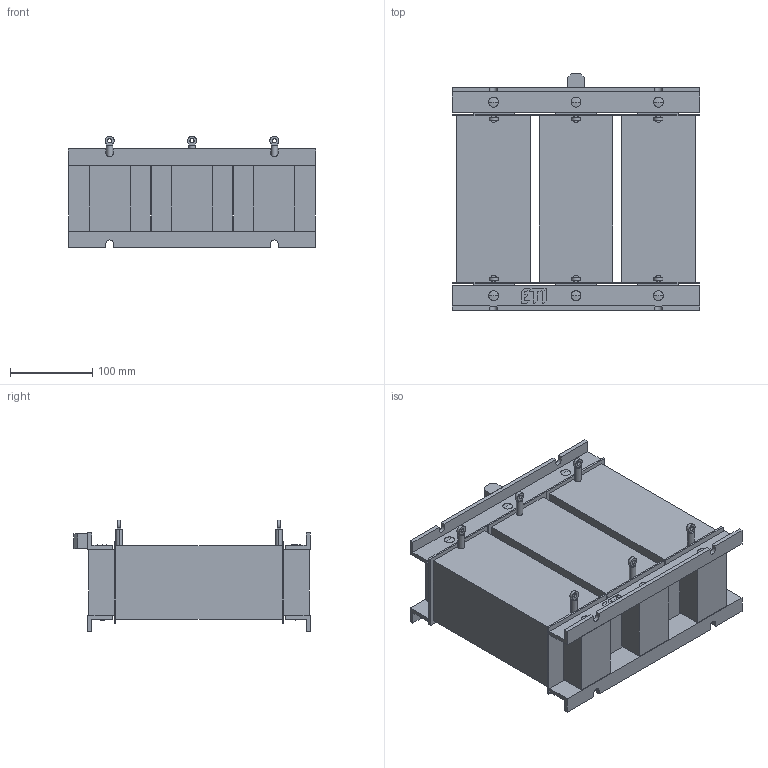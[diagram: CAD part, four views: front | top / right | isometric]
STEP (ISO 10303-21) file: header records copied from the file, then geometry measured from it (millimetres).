
FILE_DESCRIPTION((''),'2;1');
FILE_NAME('004656817_HFL_14-40_CU_ASM','2021-10-28T',('marketing.praksa'),('Audax d.o.o.'),'CREO PARAMETRIC BY PTC INC, 2017480','CREO PARAMETRIC BY PTC INC, 2017480','');
FILE_SCHEMA(('AUTOMOTIVE_DESIGN { 1 0 10303 214 1 1 1 1 }'));
Length unit declared in the file: millimetre
Products named in the file (34): HFL_270X300X130X110X200X9_1_1; HFL_270X300X130X110X200X9_1_2; HFL_270X300X130X110X200X9_1_3; HFL_270X300X130X110X200X9_1_4; HFL_270X300X130X110X200X9_1_5; HFL_270X300X130X110X200X9_1_6; HFL_270X300X130X110X200X9_1_7; HFL_270X300X130X110X200X9_1_8; HFL_270X300X130X110X200X9_1_9; HFL_270X300X130X110X200X9_1_10; HFL_270X300X130X110X200X9_1_11; HFL_270X300X130X110X200X9_1_12; HFL_270X300X130X110X200X9_1_13; HFL_270X300X130X110X200X9_1_14; HFL_270X300X130X110X200X9_1_15; HFL_270X300X130X110X200X9_1_16; HFL_270X300X130X110X200X9_1_ASM; 6BLACKBOPX_1_1; 6BLACKBOPX_1_2; 6BLACKBOPX_1_3; 6BLACKBOPX_1_4; 6BLACKBOPX_1_5; 6BLACKBOPX_1_6; 6BLACKBOPX_1_ASM; 3COPP_1_1; 3COPP_1_2; 3COPP_1_3; 3COPP_1_ASM; PRT9571_1_1; PRT9571_1_2; PRT9571_1_3; PRT9571_1_ASM; PRT9572; 004656817_HFL_14-40_CU_ASM
Assembly tree (33 placements, depth 3):
  004656817_HFL_14-40_CU_ASM
    HFL_270X300X130X110X200X9_1_ASM
      HFL_270X300X130X110X200X9_1_1
      HFL_270X300X130X110X200X9_1_2
      HFL_270X300X130X110X200X9_1_3
      HFL_270X300X130X110X200X9_1_4
      HFL_270X300X130X110X200X9_1_5
      HFL_270X300X130X110X200X9_1_6
      HFL_270X300X130X110X200X9_1_7
      HFL_270X300X130X110X200X9_1_8
      HFL_270X300X130X110X200X9_1_9
      HFL_270X300X130X110X200X9_1_10
      HFL_270X300X130X110X200X9_1_11
      HFL_270X300X130X110X200X9_1_12
      HFL_270X300X130X110X200X9_1_13
      HFL_270X300X130X110X200X9_1_14
      HFL_270X300X130X110X200X9_1_15
      HFL_270X300X130X110X200X9_1_16
    6BLACKBOPX_1_ASM
      6BLACKBOPX_1_1
      6BLACKBOPX_1_2
      6BLACKBOPX_1_3
      6BLACKBOPX_1_4
      6BLACKBOPX_1_5
      6BLACKBOPX_1_6
    3COPP_1_ASM
      3COPP_1_1
      3COPP_1_2
      3COPP_1_3
    PRT9571_1_ASM
      PRT9571_1_1
      PRT9571_1_2
      PRT9571_1_3
    PRT9572
Bounding box: 300 x 287 x 135.5 mm (x, y, z)
Volume: 5943133.5 mm3; surface area: 611321.4 mm2
Topology: 29 solids, 29 shells, 399 faces, 972 edges, 646 vertices
Faces by surface type: plane 289, cylinder 86, revolution 24
Entity records: 19963 total; most frequent: CARTESIAN_POINT 2591, DIRECTION 2198, ORIENTED_EDGE 1944, PRESENTATION_STYLE_ASSIGNMENT 1353, STYLED_ITEM 1353, CURVE_STYLE 972, EDGE_CURVE 972, AXIS2_PLACEMENT_3D 756
